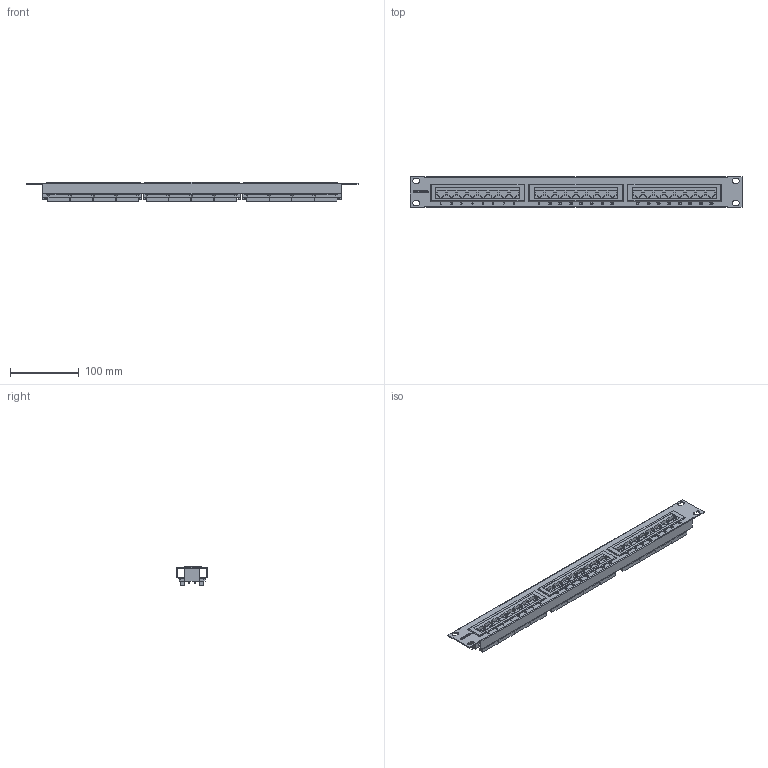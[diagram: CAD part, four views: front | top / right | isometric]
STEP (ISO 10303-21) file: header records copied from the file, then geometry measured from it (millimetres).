
FILE_DESCRIPTION (( 'STEP AP214' ), '1' );
FILE_NAME ('PP24-1UC5EU-K05-G Ïàò÷-ïàíåëü 1U êàò. 5Å UTP 24 ïîðòà (Krone) GENERICA.STEP', '2019-10-28T13:04:59', ( '' ), ( '' ), 'SwSTEP 2.0', 'SolidWorks 2017', '' );
FILE_SCHEMA (( 'AUTOMOTIVE_DESIGN' ));
Length unit declared in the file: millimetre
Products named in the file (1): PP24-1UC5EU-K05-G Ïàò÷-ïàíåëü 1U êàò. 5Å UTP 24 ïîðòà (Krone) GENERICA
Bounding box: 482.6 x 44 x 29 mm (x, y, z)
Volume: 292570.6 mm3; surface area: 131503.1 mm2
Topology: 1 solids, 1 shells, 1788 faces, 5111 edges, 3380 vertices
Faces by surface type: plane 1388, bspline 382, cylinder 18
Entity records: 73194 total; most frequent: CARTESIAN_POINT 28885, ORIENTED_EDGE 10222, DIRECTION 7188, EDGE_CURVE 5111, VECTOR 4310, LINE 4310, VERTEX_POINT 3380, EDGE_LOOP 1967
